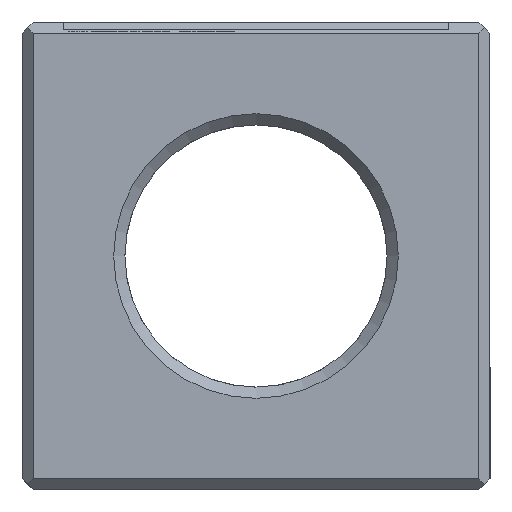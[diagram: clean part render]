
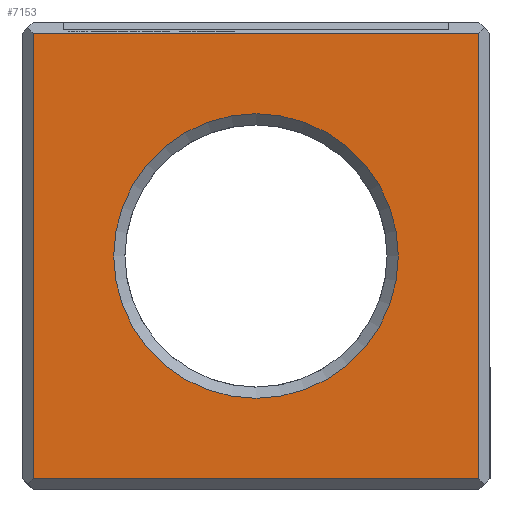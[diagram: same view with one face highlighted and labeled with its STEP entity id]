
A CAD part, left-side view. The second image highlights one B-rep face of the part: STEP entity #7153.
In plain terms, the highlighted planar face has unit normal (-1, 0, 0).
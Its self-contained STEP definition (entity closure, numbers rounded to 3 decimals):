
#72 = PLANE('',#73);
#73 = AXIS2_PLACEMENT_3D('',#74,#75,#76);
#74 = CARTESIAN_POINT('',(0.,0.,0.3));
#75 = DIRECTION('',(-0.707,0.,-0.707)
  );
#76 = DIRECTION('',(0.707,0.,-0.707));
#1552 = PLANE('',#1553);
#1553 = AXIS2_PLACEMENT_3D('',#1554,#1555,#1556);
#1554 = CARTESIAN_POINT('',(0.3,12.5,0.));
#1555 = DIRECTION('',(0.707,-0.707,0.));
#1556 = DIRECTION('',(-0.707,-0.707,0.));
#1783 = PLANE('',#1784);
#1784 = AXIS2_PLACEMENT_3D('',#1785,#1786,#1787);
#1785 = CARTESIAN_POINT('',(0.3,0.,0.));
#1786 = DIRECTION('',(-0.707,-0.707,0.));
#1787 = DIRECTION('',(-0.707,0.707,0.));
#1851 = VERTEX_POINT('',#1852);
#1852 = CARTESIAN_POINT('',(0.,0.3,0.3));
#1873 = EDGE_CURVE('',#1851,#1874,#1876,.T.);
#1874 = VERTEX_POINT('',#1875);
#1875 = CARTESIAN_POINT('',(0.,12.2,0.3));
#1876 = SURFACE_CURVE('',#1877,(#1881,#1888),.PCURVE_S1.);
#1877 = LINE('',#1878,#1879);
#1878 = CARTESIAN_POINT('',(0.,0.,0.3));
#1879 = VECTOR('',#1880,1.);
#1880 = DIRECTION('',(0.,1.,0.));
#1881 = PCURVE('',#72,#1882);
#1882 = DEFINITIONAL_REPRESENTATION('',(#1883),#1887);
#1883 = LINE('',#1884,#1885);
#1884 = CARTESIAN_POINT('',(0.,0.));
#1885 = VECTOR('',#1886,1.);
#1886 = DIRECTION('',(0.,-1.));
#1887 = ( GEOMETRIC_REPRESENTATION_CONTEXT(2) 
PARAMETRIC_REPRESENTATION_CONTEXT() REPRESENTATION_CONTEXT('2D SPACE',''
  ) );
#1888 = PCURVE('',#1889,#1894);
#1889 = PLANE('',#1890);
#1890 = AXIS2_PLACEMENT_3D('',#1891,#1892,#1893);
#1891 = CARTESIAN_POINT('',(0.,12.5,0.));
#1892 = DIRECTION('',(1.,0.,0.));
#1893 = DIRECTION('',(0.,-1.,0.));
#1894 = DEFINITIONAL_REPRESENTATION('',(#1895),#1899);
#1895 = LINE('',#1896,#1897);
#1896 = CARTESIAN_POINT('',(12.5,-0.3));
#1897 = VECTOR('',#1898,1.);
#1898 = DIRECTION('',(-1.,0.));
#1899 = ( GEOMETRIC_REPRESENTATION_CONTEXT(2) 
PARAMETRIC_REPRESENTATION_CONTEXT() REPRESENTATION_CONTEXT('2D SPACE',''
  ) );
#5460 = VERTEX_POINT('',#5461);
#5461 = CARTESIAN_POINT('',(0.,12.2,12.2));
#5475 = PLANE('',#5476);
#5476 = AXIS2_PLACEMENT_3D('',#5477,#5478,#5479);
#5477 = CARTESIAN_POINT('',(0.3,0.,12.5));
#5478 = DIRECTION('',(-0.707,0.,0.707
    ));
#5479 = DIRECTION('',(-0.707,0.,-0.707
    ));
#5487 = EDGE_CURVE('',#1874,#5460,#5488,.T.);
#5488 = SURFACE_CURVE('',#5489,(#5493,#5500),.PCURVE_S1.);
#5489 = LINE('',#5490,#5491);
#5490 = CARTESIAN_POINT('',(0.,12.2,0.));
#5491 = VECTOR('',#5492,1.);
#5492 = DIRECTION('',(0.,0.,1.));
#5493 = PCURVE('',#1552,#5494);
#5494 = DEFINITIONAL_REPRESENTATION('',(#5495),#5499);
#5495 = LINE('',#5496,#5497);
#5496 = CARTESIAN_POINT('',(0.424,-0.));
#5497 = VECTOR('',#5498,1.);
#5498 = DIRECTION('',(0.,-1.));
#5499 = ( GEOMETRIC_REPRESENTATION_CONTEXT(2) 
PARAMETRIC_REPRESENTATION_CONTEXT() REPRESENTATION_CONTEXT('2D SPACE',''
  ) );
#5500 = PCURVE('',#1889,#5501);
#5501 = DEFINITIONAL_REPRESENTATION('',(#5502),#5506);
#5502 = LINE('',#5503,#5504);
#5503 = CARTESIAN_POINT('',(0.3,0.));
#5504 = VECTOR('',#5505,1.);
#5505 = DIRECTION('',(0.,-1.));
#5506 = ( GEOMETRIC_REPRESENTATION_CONTEXT(2) 
PARAMETRIC_REPRESENTATION_CONTEXT() REPRESENTATION_CONTEXT('2D SPACE',''
  ) );
#7110 = VERTEX_POINT('',#7111);
#7111 = CARTESIAN_POINT('',(0.,0.3,12.2));
#7132 = EDGE_CURVE('',#1851,#7110,#7133,.T.);
#7133 = SURFACE_CURVE('',#7134,(#7138,#7145),.PCURVE_S1.);
#7134 = LINE('',#7135,#7136);
#7135 = CARTESIAN_POINT('',(0.,0.3,0.));
#7136 = VECTOR('',#7137,1.);
#7137 = DIRECTION('',(0.,0.,1.));
#7138 = PCURVE('',#1783,#7139);
#7139 = DEFINITIONAL_REPRESENTATION('',(#7140),#7144);
#7140 = LINE('',#7141,#7142);
#7141 = CARTESIAN_POINT('',(0.424,0.));
#7142 = VECTOR('',#7143,1.);
#7143 = DIRECTION('',(0.,-1.));
#7144 = ( GEOMETRIC_REPRESENTATION_CONTEXT(2) 
PARAMETRIC_REPRESENTATION_CONTEXT() REPRESENTATION_CONTEXT('2D SPACE',''
  ) );
#7145 = PCURVE('',#1889,#7146);
#7146 = DEFINITIONAL_REPRESENTATION('',(#7147),#7151);
#7147 = LINE('',#7148,#7149);
#7148 = CARTESIAN_POINT('',(12.2,0.));
#7149 = VECTOR('',#7150,1.);
#7150 = DIRECTION('',(0.,-1.));
#7151 = ( GEOMETRIC_REPRESENTATION_CONTEXT(2) 
PARAMETRIC_REPRESENTATION_CONTEXT() REPRESENTATION_CONTEXT('2D SPACE',''
  ) );
#7153 = ADVANCED_FACE('',(#7154,#7180),#1889,.F.);
#7154 = FACE_BOUND('',#7155,.F.);
#7155 = EDGE_LOOP('',(#7156,#7157,#7158,#7159));
#7156 = ORIENTED_EDGE('',*,*,#7132,.F.);
#7157 = ORIENTED_EDGE('',*,*,#1873,.T.);
#7158 = ORIENTED_EDGE('',*,*,#5487,.T.);
#7159 = ORIENTED_EDGE('',*,*,#7160,.F.);
#7160 = EDGE_CURVE('',#7110,#5460,#7161,.T.);
#7161 = SURFACE_CURVE('',#7162,(#7166,#7173),.PCURVE_S1.);
#7162 = LINE('',#7163,#7164);
#7163 = CARTESIAN_POINT('',(0.,0.,12.2));
#7164 = VECTOR('',#7165,1.);
#7165 = DIRECTION('',(0.,1.,0.));
#7166 = PCURVE('',#1889,#7167);
#7167 = DEFINITIONAL_REPRESENTATION('',(#7168),#7172);
#7168 = LINE('',#7169,#7170);
#7169 = CARTESIAN_POINT('',(12.5,-12.2));
#7170 = VECTOR('',#7171,1.);
#7171 = DIRECTION('',(-1.,0.));
#7172 = ( GEOMETRIC_REPRESENTATION_CONTEXT(2) 
PARAMETRIC_REPRESENTATION_CONTEXT() REPRESENTATION_CONTEXT('2D SPACE',''
  ) );
#7173 = PCURVE('',#5475,#7174);
#7174 = DEFINITIONAL_REPRESENTATION('',(#7175),#7179);
#7175 = LINE('',#7176,#7177);
#7176 = CARTESIAN_POINT('',(0.424,0.));
#7177 = VECTOR('',#7178,1.);
#7178 = DIRECTION('',(0.,-1.));
#7179 = ( GEOMETRIC_REPRESENTATION_CONTEXT(2) 
PARAMETRIC_REPRESENTATION_CONTEXT() REPRESENTATION_CONTEXT('2D SPACE',''
  ) );
#7180 = FACE_BOUND('',#7181,.F.);
#7181 = EDGE_LOOP('',(#7182));
#7182 = ORIENTED_EDGE('',*,*,#7183,.T.);
#7183 = EDGE_CURVE('',#7184,#7184,#7186,.T.);
#7184 = VERTEX_POINT('',#7185);
#7185 = CARTESIAN_POINT('',(0.,2.45,6.25));
#7186 = SURFACE_CURVE('',#7187,(#7192,#7203),.PCURVE_S1.);
#7187 = CIRCLE('',#7188,3.8);
#7188 = AXIS2_PLACEMENT_3D('',#7189,#7190,#7191);
#7189 = CARTESIAN_POINT('',(0.,6.25,6.25));
#7190 = DIRECTION('',(-1.,0.,0.));
#7191 = DIRECTION('',(0.,-1.,0.));
#7192 = PCURVE('',#1889,#7193);
#7193 = DEFINITIONAL_REPRESENTATION('',(#7194),#7202);
#7194 = ( BOUNDED_CURVE() B_SPLINE_CURVE(2,(#7195,#7196,#7197,#7198,
#7199,#7200,#7201),.UNSPECIFIED.,.T.,.F.) B_SPLINE_CURVE_WITH_KNOTS((1,2
    ,2,2,2,1),(-2.094,0.,2.094,4.189,
6.283,8.378),.UNSPECIFIED.) CURVE() 
GEOMETRIC_REPRESENTATION_ITEM() RATIONAL_B_SPLINE_CURVE((1.,0.5,1.,0.5,
1.,0.5,1.)) REPRESENTATION_ITEM('') );
#7195 = CARTESIAN_POINT('',(10.05,-6.25));
#7196 = CARTESIAN_POINT('',(10.05,-12.832));
#7197 = CARTESIAN_POINT('',(4.35,-9.541));
#7198 = CARTESIAN_POINT('',(-1.35,-6.25));
#7199 = CARTESIAN_POINT('',(4.35,-2.959));
#7200 = CARTESIAN_POINT('',(10.05,0.332));
#7201 = CARTESIAN_POINT('',(10.05,-6.25));
#7202 = ( GEOMETRIC_REPRESENTATION_CONTEXT(2) 
PARAMETRIC_REPRESENTATION_CONTEXT() REPRESENTATION_CONTEXT('2D SPACE',''
  ) );
#7203 = PCURVE('',#7204,#7209);
#7204 = CONICAL_SURFACE('',#7205,3.5,0.785);
#7205 = AXIS2_PLACEMENT_3D('',#7206,#7207,#7208);
#7206 = CARTESIAN_POINT('',(0.3,6.25,6.25));
#7207 = DIRECTION('',(-1.,-0.,-0.));
#7208 = DIRECTION('',(0.,-1.,0.));
#7209 = DEFINITIONAL_REPRESENTATION('',(#7210),#7214);
#7210 = LINE('',#7211,#7212);
#7211 = CARTESIAN_POINT('',(-0.,0.3));
#7212 = VECTOR('',#7213,1.);
#7213 = DIRECTION('',(1.,-0.));
#7214 = ( GEOMETRIC_REPRESENTATION_CONTEXT(2) 
PARAMETRIC_REPRESENTATION_CONTEXT() REPRESENTATION_CONTEXT('2D SPACE',''
  ) );
